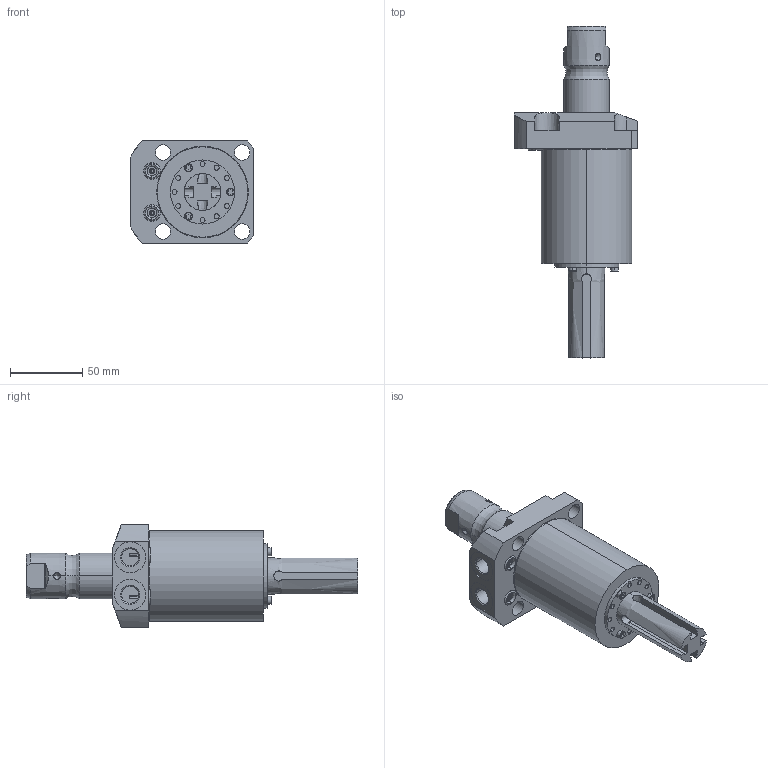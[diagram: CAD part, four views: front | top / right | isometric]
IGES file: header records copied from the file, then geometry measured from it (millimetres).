
Start section:  PTC IGES file: ilcm41462222ps.igs
Global section: file name: ilcm41462222ps.igs; native system: Creo Parametric by Parametric Technology Corporation; preprocessor: 2013320; author: jweaver; organization: Unknown; date: 20200522.142120; units: millimetre
Bounding box: 85.5 x 230.25 x 70.87 mm (x, y, z)
Surface area: 56054.7 mm2 (no closed solid volume)
Topology: 0 solids, 0 shells, 278 faces, 1296 edges, 1288 vertices
Faces by surface type: revolution 152, bspline 126
